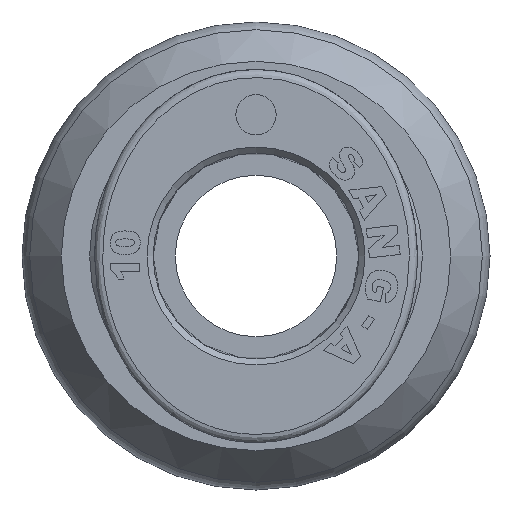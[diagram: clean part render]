
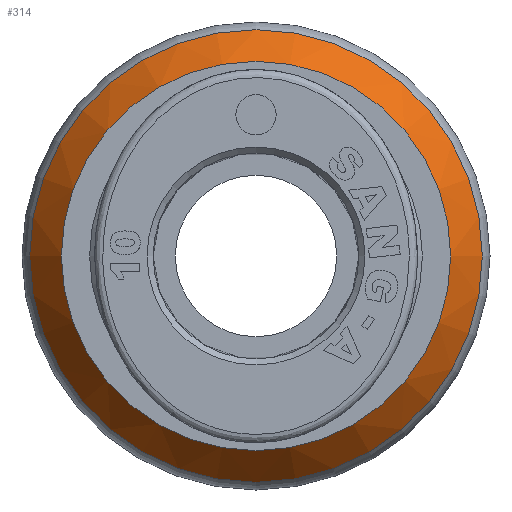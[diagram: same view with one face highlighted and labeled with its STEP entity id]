
A CAD part, left-side view. The second image highlights one B-rep face of the part: STEP entity #314.
In plain terms, the highlighted conical face has half-angle 36.027 degrees and reference radius 9.6 mm.
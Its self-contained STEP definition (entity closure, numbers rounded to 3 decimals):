
#283=CARTESIAN_POINT('',(1.726,7.983,0.));
#284=VERTEX_POINT('',#283);
#285=CARTESIAN_POINT('',(1.726,0.0,0.));
#286=DIRECTION('',(-1.0,0.0,0.0));
#287=DIRECTION('',(0.0,-1.0,0.0));
#288=AXIS2_PLACEMENT_3D('',#285,#286,#287);
#289=CIRCLE('',#288,7.983);
#290=EDGE_CURVE('',#284,#284,#289,.T.);
#295=CARTESIAN_POINT('',(3.95,0.,0.0));
#296=DIRECTION('',(1.0,0.,0.0));
#297=DIRECTION('',(0.0,1.0,0.0));
#298=AXIS2_PLACEMENT_3D('',#295,#296,#297);
#299=CONICAL_SURFACE('',#298,9.6,36.027);
#300=CARTESIAN_POINT('',(6.174,11.217,0.));
#301=VERTEX_POINT('',#300);
#302=CARTESIAN_POINT('',(6.174,0.0,0.));
#303=DIRECTION('',(1.0,0.0,0.0));
#304=DIRECTION('',(0.0,-1.0,0.0));
#305=AXIS2_PLACEMENT_3D('',#302,#303,#304);
#306=CIRCLE('',#305,11.217);
#307=EDGE_CURVE('',#301,#301,#306,.T.);
#308=ORIENTED_EDGE('',*,*,#307,.F.);
#309=EDGE_LOOP('',(#308));
#310=FACE_OUTER_BOUND('',#309,.T.);
#311=ORIENTED_EDGE('',*,*,#290,.F.);
#312=EDGE_LOOP('',(#311));
#313=FACE_BOUND('',#312,.T.);
#314=ADVANCED_FACE('',(#310,#313),#299,.T.);
